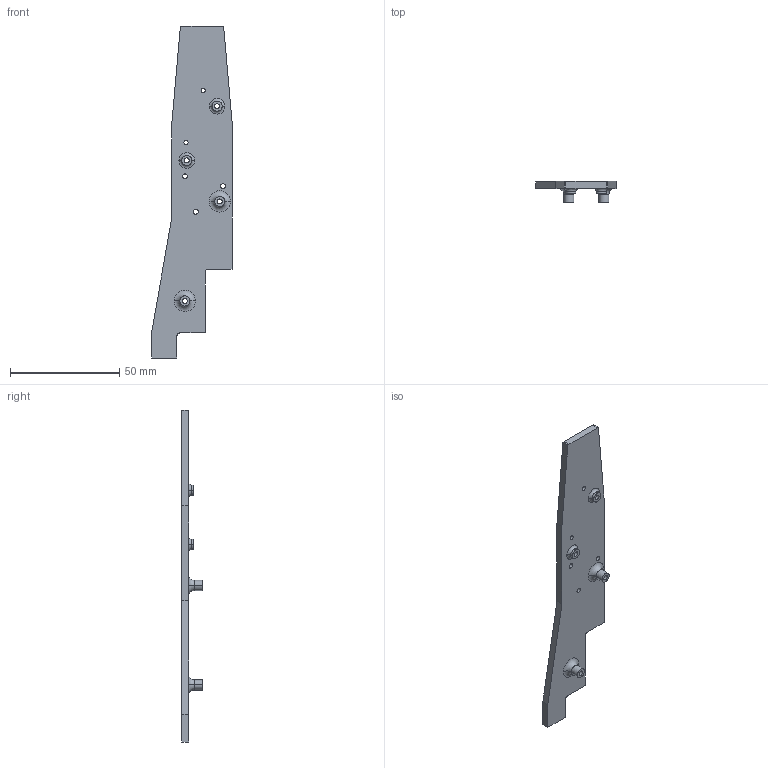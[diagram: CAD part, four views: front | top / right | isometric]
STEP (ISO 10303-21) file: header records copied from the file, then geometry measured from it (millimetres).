
FILE_DESCRIPTION(('CATIA V5 STEP Exchange','CAx-IF Rec.Pracs.--- Model Styling and Organization---1.4--- 2014-01-23','CAx-IF Rec.Pracs.---3D Tessellated Data Validation Properties---0.5---2014-09-14'),'2;1');
FILE_NAME('printedsled.stp','2025-06-14T06:11:36+00:00',('none'),('none'),'CATIA Version 5-6 Release 2019 SP6','CATIA V5 STEP AP242 v1','none');
FILE_SCHEMA(('AP242_MANAGED_MODEL_BASED_3D_ENGINEERING_MIM_LF {1 0 10303 442 1 1 4}'));
Length unit declared in the file: millimetre
Products named in the file (1): FG SLed
Bounding box: 36.58 x 9.53 x 151.75 mm (x, y, z)
Volume: 11944.5 mm3; surface area: 9016.6 mm2
Topology: 1 solids, 1 shells, 57 faces, 145 edges, 94 vertices
Faces by surface type: cylinder 28, plane 21, torus 8
Entity records: 1642 total; most frequent: ORIENTED_EDGE 290, CARTESIAN_POINT 279, DIRECTION 223, EDGE_CURVE 145, AXIS2_PLACEMENT_3D 112, VERTEX_POINT 94, EDGE_LOOP 79, VECTOR 73
